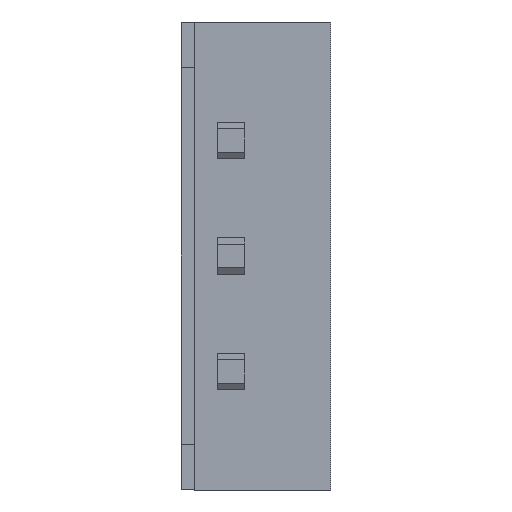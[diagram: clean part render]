
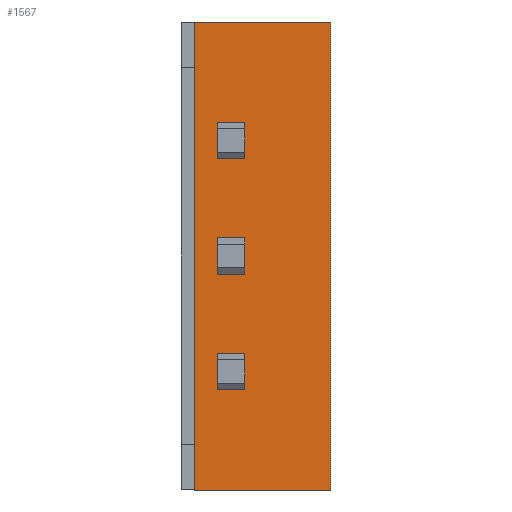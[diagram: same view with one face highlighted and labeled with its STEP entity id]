
A CAD part, front view. The second image highlights one B-rep face of the part: STEP entity #1567.
In plain terms, the highlighted planar face has unit normal (0, -1, 0).
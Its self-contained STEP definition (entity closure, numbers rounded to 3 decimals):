
#53=FACE_BOUND('',#137,.T.);
#54=FACE_BOUND('',#138,.T.);
#55=FACE_BOUND('',#139,.T.);
#69=FACE_OUTER_BOUND('',#136,.T.);
#136=EDGE_LOOP('',(#1005,#1006,#1007,#1008,#1009,#1010,#1011,#1012));
#137=EDGE_LOOP('',(#1013,#1014,#1015,#1016));
#138=EDGE_LOOP('',(#1017,#1018,#1019,#1020));
#139=EDGE_LOOP('',(#1021,#1022,#1023,#1024));
#223=LINE('',#2097,#414);
#226=LINE('',#2103,#417);
#227=LINE('',#2105,#418);
#228=LINE('',#2107,#419);
#229=LINE('',#2109,#420);
#230=LINE('',#2111,#421);
#231=LINE('',#2113,#422);
#232=LINE('',#2114,#423);
#233=LINE('',#2117,#424);
#234=LINE('',#2119,#425);
#235=LINE('',#2121,#426);
#236=LINE('',#2122,#427);
#237=LINE('',#2125,#428);
#238=LINE('',#2127,#429);
#239=LINE('',#2129,#430);
#240=LINE('',#2130,#431);
#241=LINE('',#2133,#432);
#242=LINE('',#2135,#433);
#243=LINE('',#2137,#434);
#244=LINE('',#2138,#435);
#414=VECTOR('',#1739,0.01);
#417=VECTOR('',#1744,10.28);
#418=VECTOR('',#1745,0.01);
#419=VECTOR('',#1746,3.);
#420=VECTOR('',#1747,10.3);
#421=VECTOR('',#1748,3.);
#422=VECTOR('',#1749,0.01);
#423=VECTOR('',#1750,0.01);
#424=VECTOR('',#1751,0.6);
#425=VECTOR('',#1752,0.8);
#426=VECTOR('',#1753,0.6);
#427=VECTOR('',#1754,0.8);
#428=VECTOR('',#1755,0.6);
#429=VECTOR('',#1756,0.8);
#430=VECTOR('',#1757,0.6);
#431=VECTOR('',#1758,0.8);
#432=VECTOR('',#1759,0.6);
#433=VECTOR('',#1760,0.8);
#434=VECTOR('',#1761,0.6);
#435=VECTOR('',#1762,0.8);
#605=VERTEX_POINT('',#2094);
#606=VERTEX_POINT('',#2096);
#608=VERTEX_POINT('',#2102);
#609=VERTEX_POINT('',#2104);
#610=VERTEX_POINT('',#2106);
#611=VERTEX_POINT('',#2108);
#612=VERTEX_POINT('',#2110);
#613=VERTEX_POINT('',#2112);
#614=VERTEX_POINT('',#2115);
#615=VERTEX_POINT('',#2116);
#616=VERTEX_POINT('',#2118);
#617=VERTEX_POINT('',#2120);
#618=VERTEX_POINT('',#2123);
#619=VERTEX_POINT('',#2124);
#620=VERTEX_POINT('',#2126);
#621=VERTEX_POINT('',#2128);
#622=VERTEX_POINT('',#2131);
#623=VERTEX_POINT('',#2132);
#624=VERTEX_POINT('',#2134);
#625=VERTEX_POINT('',#2136);
#777=EDGE_CURVE('',#605,#606,#223,.T.);
#780=EDGE_CURVE('',#606,#608,#226,.T.);
#781=EDGE_CURVE('',#609,#605,#227,.T.);
#782=EDGE_CURVE('',#610,#609,#228,.T.);
#783=EDGE_CURVE('',#611,#610,#229,.T.);
#784=EDGE_CURVE('',#612,#611,#230,.T.);
#785=EDGE_CURVE('',#612,#613,#231,.T.);
#786=EDGE_CURVE('',#613,#608,#232,.T.);
#787=EDGE_CURVE('',#614,#615,#233,.T.);
#788=EDGE_CURVE('',#615,#616,#234,.T.);
#789=EDGE_CURVE('',#617,#616,#235,.T.);
#790=EDGE_CURVE('',#614,#617,#236,.T.);
#791=EDGE_CURVE('',#618,#619,#237,.T.);
#792=EDGE_CURVE('',#619,#620,#238,.T.);
#793=EDGE_CURVE('',#621,#620,#239,.T.);
#794=EDGE_CURVE('',#618,#621,#240,.T.);
#795=EDGE_CURVE('',#622,#623,#241,.T.);
#796=EDGE_CURVE('',#623,#624,#242,.T.);
#797=EDGE_CURVE('',#625,#624,#243,.T.);
#798=EDGE_CURVE('',#622,#625,#244,.T.);
#1005=ORIENTED_EDGE('',*,*,#780,.F.);
#1006=ORIENTED_EDGE('',*,*,#777,.F.);
#1007=ORIENTED_EDGE('',*,*,#781,.F.);
#1008=ORIENTED_EDGE('',*,*,#782,.F.);
#1009=ORIENTED_EDGE('',*,*,#783,.F.);
#1010=ORIENTED_EDGE('',*,*,#784,.F.);
#1011=ORIENTED_EDGE('',*,*,#785,.T.);
#1012=ORIENTED_EDGE('',*,*,#786,.T.);
#1013=ORIENTED_EDGE('',*,*,#787,.T.);
#1014=ORIENTED_EDGE('',*,*,#788,.T.);
#1015=ORIENTED_EDGE('',*,*,#789,.F.);
#1016=ORIENTED_EDGE('',*,*,#790,.F.);
#1017=ORIENTED_EDGE('',*,*,#791,.T.);
#1018=ORIENTED_EDGE('',*,*,#792,.T.);
#1019=ORIENTED_EDGE('',*,*,#793,.F.);
#1020=ORIENTED_EDGE('',*,*,#794,.F.);
#1021=ORIENTED_EDGE('',*,*,#795,.T.);
#1022=ORIENTED_EDGE('',*,*,#796,.T.);
#1023=ORIENTED_EDGE('',*,*,#797,.F.);
#1024=ORIENTED_EDGE('',*,*,#798,.F.);
#1446=PLANE('',#1648);
#1567=ADVANCED_FACE('',(#69,#53,#54,#55),#1446,.F.);
#1648=AXIS2_PLACEMENT_3D('',#2101,#1742,#1743);
#1739=DIRECTION('',(-1.,0.,0.));
#1742=DIRECTION('center_axis',(0.,1.,0.));
#1743=DIRECTION('ref_axis',(0.,0.,1.));
#1744=DIRECTION('',(0.,0.,1.));
#1745=DIRECTION('',(0.,0.,1.));
#1746=DIRECTION('',(-1.,0.,0.));
#1747=DIRECTION('',(0.,0.,-1.));
#1748=DIRECTION('',(1.,0.,0.));
#1749=DIRECTION('',(0.,0.,-1.));
#1750=DIRECTION('',(-1.,0.,0.));
#1751=DIRECTION('',(-1.,0.,0.));
#1752=DIRECTION('',(0.,0.,1.));
#1753=DIRECTION('',(-1.,0.,0.));
#1754=DIRECTION('',(0.,0.,1.));
#1755=DIRECTION('',(-1.,0.,0.));
#1756=DIRECTION('',(0.,0.,1.));
#1757=DIRECTION('',(-1.,0.,0.));
#1758=DIRECTION('',(0.,0.,1.));
#1759=DIRECTION('',(-1.,0.,0.));
#1760=DIRECTION('',(0.,0.,1.));
#1761=DIRECTION('',(-1.,0.,0.));
#1762=DIRECTION('',(0.,0.,1.));
#2094=CARTESIAN_POINT('',(0.3,-7.6,-5.14));
#2096=CARTESIAN_POINT('',(0.29,-7.6,-5.14));
#2097=CARTESIAN_POINT('',(0.3,-7.6,-5.14));
#2101=CARTESIAN_POINT('Origin',(0.3,-7.6,5.14));
#2102=CARTESIAN_POINT('',(0.29,-7.6,5.14));
#2103=CARTESIAN_POINT('',(0.29,-7.6,-5.14));
#2104=CARTESIAN_POINT('',(0.3,-7.6,-5.15));
#2105=CARTESIAN_POINT('',(0.3,-7.6,-5.15));
#2106=CARTESIAN_POINT('',(3.3,-7.6,-5.15));
#2107=CARTESIAN_POINT('',(3.3,-7.6,-5.15));
#2108=CARTESIAN_POINT('',(3.3,-7.6,5.15));
#2109=CARTESIAN_POINT('',(3.3,-7.6,5.15));
#2110=CARTESIAN_POINT('',(0.3,-7.6,5.15));
#2111=CARTESIAN_POINT('',(0.3,-7.6,5.15));
#2112=CARTESIAN_POINT('',(0.3,-7.6,5.14));
#2113=CARTESIAN_POINT('',(0.3,-7.6,5.15));
#2114=CARTESIAN_POINT('',(0.3,-7.6,5.14));
#2115=CARTESIAN_POINT('',(1.405,-7.6,-2.94));
#2116=CARTESIAN_POINT('',(0.805,-7.6,-2.94));
#2117=CARTESIAN_POINT('',(1.405,-7.6,-2.94));
#2118=CARTESIAN_POINT('',(0.805,-7.6,-2.14));
#2119=CARTESIAN_POINT('',(0.805,-7.6,-2.94));
#2120=CARTESIAN_POINT('',(1.405,-7.6,-2.14));
#2121=CARTESIAN_POINT('',(1.405,-7.6,-2.14));
#2122=CARTESIAN_POINT('',(1.405,-7.6,-2.94));
#2123=CARTESIAN_POINT('',(1.405,-7.6,2.14));
#2124=CARTESIAN_POINT('',(0.805,-7.6,2.14));
#2125=CARTESIAN_POINT('',(1.405,-7.6,2.14));
#2126=CARTESIAN_POINT('',(0.805,-7.6,2.94));
#2127=CARTESIAN_POINT('',(0.805,-7.6,2.14));
#2128=CARTESIAN_POINT('',(1.405,-7.6,2.94));
#2129=CARTESIAN_POINT('',(1.405,-7.6,2.94));
#2130=CARTESIAN_POINT('',(1.405,-7.6,2.14));
#2131=CARTESIAN_POINT('',(1.405,-7.6,-0.4));
#2132=CARTESIAN_POINT('',(0.805,-7.6,-0.4));
#2133=CARTESIAN_POINT('',(1.405,-7.6,-0.4));
#2134=CARTESIAN_POINT('',(0.805,-7.6,0.4));
#2135=CARTESIAN_POINT('',(0.805,-7.6,-0.4));
#2136=CARTESIAN_POINT('',(1.405,-7.6,0.4));
#2137=CARTESIAN_POINT('',(1.405,-7.6,0.4));
#2138=CARTESIAN_POINT('',(1.405,-7.6,-0.4));
